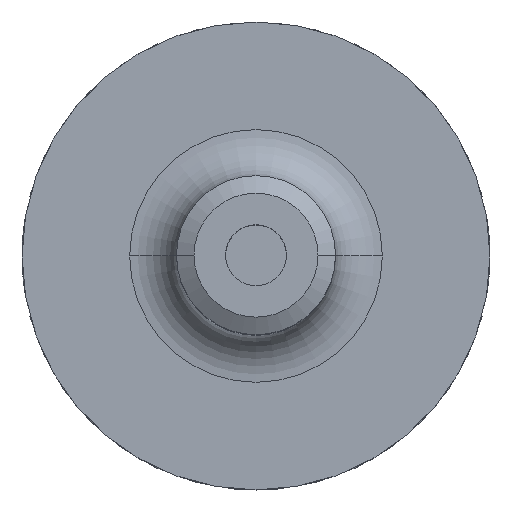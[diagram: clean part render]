
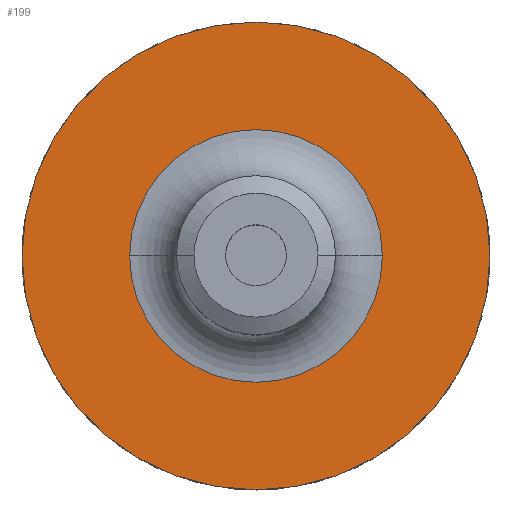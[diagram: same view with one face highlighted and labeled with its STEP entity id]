
A CAD part, top view. The second image highlights one B-rep face of the part: STEP entity #199.
In plain terms, the highlighted planar face has unit normal (0, 0, 1).
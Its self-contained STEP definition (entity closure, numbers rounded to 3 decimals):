
#31 = DIRECTION ( 'NONE',  ( 0., 0., -1. ) ) ;
#60 = CARTESIAN_POINT ( 'NONE',  ( 0., 0., 38. ) ) ;
#63 = CIRCLE ( 'NONE', #503, 50. ) ;
#105 = EDGE_CURVE ( 'NONE', #310, #1208, #1300, .T. ) ;
#106 = EDGE_LOOP ( 'NONE', ( #1337, #789 ) ) ;
#109 = CARTESIAN_POINT ( 'NONE',  ( 27., 0., 38. ) ) ;
#132 = AXIS2_PLACEMENT_3D ( 'NONE', #1386, #506, #953 ) ;
#173 = DIRECTION ( 'NONE',  ( -1., 0., 0. ) ) ;
#199 = ADVANCED_FACE ( 'NONE', ( #1162, #1694 ), #1880, .F. ) ;
#232 = CARTESIAN_POINT ( 'NONE',  ( 0., 0., 38. ) ) ;
#265 = VERTEX_POINT ( 'NONE', #1571 ) ;
#310 = VERTEX_POINT ( 'NONE', #109 ) ;
#311 = DIRECTION ( 'NONE',  ( 0., 0., -1. ) ) ;
#359 = CARTESIAN_POINT ( 'NONE',  ( 0., 0., 38. ) ) ;
#476 = EDGE_CURVE ( 'NONE', #265, #944, #1584, .T. ) ;
#478 = CARTESIAN_POINT ( 'NONE',  ( -27., 0., 38. ) ) ;
#503 = AXIS2_PLACEMENT_3D ( 'NONE', #1640, #311, #173 ) ;
#506 = DIRECTION ( 'NONE',  ( 0., 0., -1. ) ) ;
#509 = DIRECTION ( 'NONE',  ( 0., 0., -1. ) ) ;
#518 = ORIENTED_EDGE ( 'NONE', *, *, #476, .F. ) ;
#656 = DIRECTION ( 'NONE',  ( -1., 0., 0. ) ) ;
#772 = AXIS2_PLACEMENT_3D ( 'NONE', #359, #509, #656 ) ;
#789 = ORIENTED_EDGE ( 'NONE', *, *, #105, .T. ) ;
#874 = AXIS2_PLACEMENT_3D ( 'NONE', #232, #1287, #1128 ) ;
#885 = EDGE_LOOP ( 'NONE', ( #518, #1718 ) ) ;
#944 = VERTEX_POINT ( 'NONE', #1677 ) ;
#953 = DIRECTION ( 'NONE',  ( -1., 0., 0. ) ) ;
#1104 = DIRECTION ( 'NONE',  ( -1., 0., 0. ) ) ;
#1128 = DIRECTION ( 'NONE',  ( -1., 0., 0. ) ) ;
#1162 = FACE_BOUND ( 'NONE', #106, .T. ) ;
#1208 = VERTEX_POINT ( 'NONE', #478 ) ;
#1287 = DIRECTION ( 'NONE',  ( 0., 0., -1. ) ) ;
#1300 = CIRCLE ( 'NONE', #132, 27. ) ;
#1337 = ORIENTED_EDGE ( 'NONE', *, *, #1908, .T. ) ;
#1386 = CARTESIAN_POINT ( 'NONE',  ( 0., 0., 38. ) ) ;
#1571 = CARTESIAN_POINT ( 'NONE',  ( -50., 0., 38. ) ) ;
#1574 = AXIS2_PLACEMENT_3D ( 'NONE', #60, #31, #1104 ) ;
#1584 = CIRCLE ( 'NONE', #772, 50. ) ;
#1640 = CARTESIAN_POINT ( 'NONE',  ( 0., 0., 38. ) ) ;
#1677 = CARTESIAN_POINT ( 'NONE',  ( 50., 0., 38. ) ) ;
#1694 = FACE_OUTER_BOUND ( 'NONE', #885, .T. ) ;
#1718 = ORIENTED_EDGE ( 'NONE', *, *, #1825, .F. ) ;
#1825 = EDGE_CURVE ( 'NONE', #944, #265, #63, .T. ) ;
#1880 = PLANE ( 'NONE',  #874 ) ;
#1908 = EDGE_CURVE ( 'NONE', #1208, #310, #1926, .T. ) ;
#1926 = CIRCLE ( 'NONE', #1574, 27. ) ;
